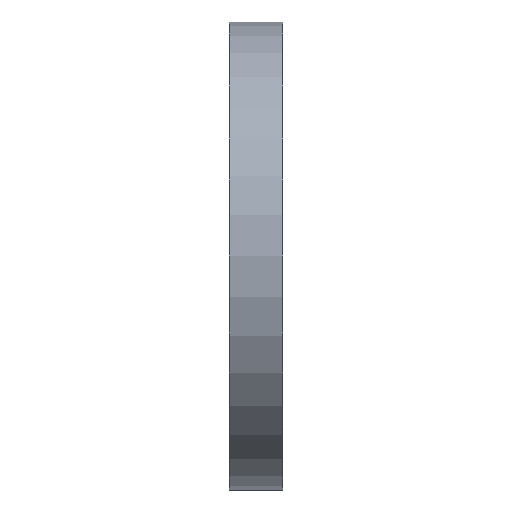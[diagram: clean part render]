
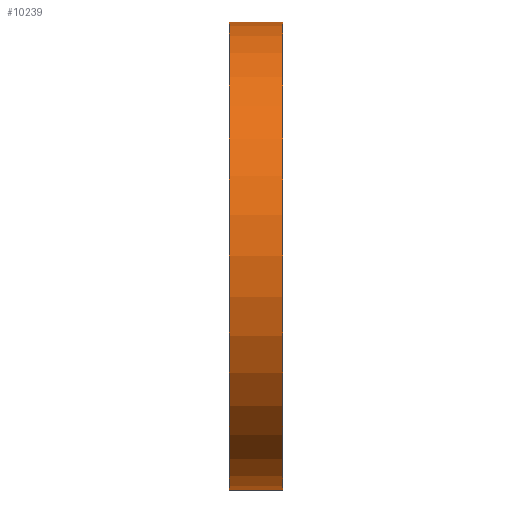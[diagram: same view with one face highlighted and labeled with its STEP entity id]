
A CAD part, left-side view. The second image highlights one B-rep face of the part: STEP entity #10239.
In plain terms, the highlighted cylindrical face has radius 17.5 mm (diameter 35 mm), a partial arc.
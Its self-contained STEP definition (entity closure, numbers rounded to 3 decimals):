
#143 = CARTESIAN_POINT ( 'NONE',  ( 0., 2., 0. ) ) ;
#185 = LINE ( 'NONE', #4950, #5710 ) ;
#1107 = ORIENTED_EDGE ( 'NONE', *, *, #8915, .F. ) ;
#2003 = CARTESIAN_POINT ( 'NONE',  ( 0., 2., 17.5 ) ) ;
#3000 = DIRECTION ( 'NONE',  ( 0., 1., 0. ) ) ;
#3494 = EDGE_CURVE ( 'NONE', #5523, #12214, #12161, .T. ) ;
#3589 = EDGE_LOOP ( 'NONE', ( #1107, #4542, #6118, #10225 ) ) ;
#3808 = DIRECTION ( 'NONE',  ( 0., -1., 0. ) ) ;
#3866 = AXIS2_PLACEMENT_3D ( 'NONE', #5785, #5877, #13324 ) ;
#3911 = AXIS2_PLACEMENT_3D ( 'NONE', #143, #4333, #8784 ) ;
#4333 = DIRECTION ( 'NONE',  ( 0., -1., 0. ) ) ;
#4542 = ORIENTED_EDGE ( 'NONE', *, *, #3494, .F. ) ;
#4880 = CARTESIAN_POINT ( 'NONE',  ( 0., -2., 0. ) ) ;
#4950 = CARTESIAN_POINT ( 'NONE',  ( 0., 2., 17.5 ) ) ;
#5523 = VERTEX_POINT ( 'NONE', #11816 ) ;
#5710 = VECTOR ( 'NONE', #3808, 1000. ) ;
#5785 = CARTESIAN_POINT ( 'NONE',  ( 0., 2., 0. ) ) ;
#5877 = DIRECTION ( 'NONE',  ( 0., 1., 0. ) ) ;
#5977 = DIRECTION ( 'NONE',  ( 0., 0., 1. ) ) ;
#6118 = ORIENTED_EDGE ( 'NONE', *, *, #10795, .T. ) ;
#6393 = LINE ( 'NONE', #6779, #9877 ) ;
#6779 = CARTESIAN_POINT ( 'NONE',  ( 0., 2., -17.5 ) ) ;
#7858 = VERTEX_POINT ( 'NONE', #8734 ) ;
#8546 = CIRCLE ( 'NONE', #11784, 17.5 ) ;
#8722 = DIRECTION ( 'NONE',  ( 0., -1., 0. ) ) ;
#8734 = CARTESIAN_POINT ( 'NONE',  ( 0., -2., 17.5 ) ) ;
#8784 = DIRECTION ( 'NONE',  ( 0., 0., -1. ) ) ;
#8915 = EDGE_CURVE ( 'NONE', #12214, #7858, #185, .T. ) ;
#9038 = CYLINDRICAL_SURFACE ( 'NONE', #3911, 17.5 ) ;
#9363 = EDGE_CURVE ( 'NONE', #13129, #7858, #8546, .T. ) ;
#9877 = VECTOR ( 'NONE', #8722, 1000. ) ;
#10219 = FACE_OUTER_BOUND ( 'NONE', #3589, .T. ) ;
#10225 = ORIENTED_EDGE ( 'NONE', *, *, #9363, .T. ) ;
#10239 = ADVANCED_FACE ( 'NONE', ( #10219 ), #9038, .T. ) ;
#10795 = EDGE_CURVE ( 'NONE', #5523, #13129, #6393, .T. ) ;
#11784 = AXIS2_PLACEMENT_3D ( 'NONE', #4880, #3000, #5977 ) ;
#11816 = CARTESIAN_POINT ( 'NONE',  ( 0., 2., -17.5 ) ) ;
#12161 = CIRCLE ( 'NONE', #3866, 17.5 ) ;
#12214 = VERTEX_POINT ( 'NONE', #2003 ) ;
#12702 = CARTESIAN_POINT ( 'NONE',  ( 0., -2., -17.5 ) ) ;
#13129 = VERTEX_POINT ( 'NONE', #12702 ) ;
#13324 = DIRECTION ( 'NONE',  ( 0., 0., 1. ) ) ;
